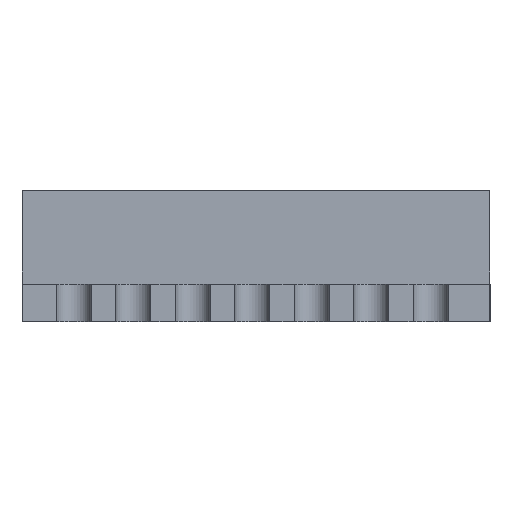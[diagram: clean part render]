
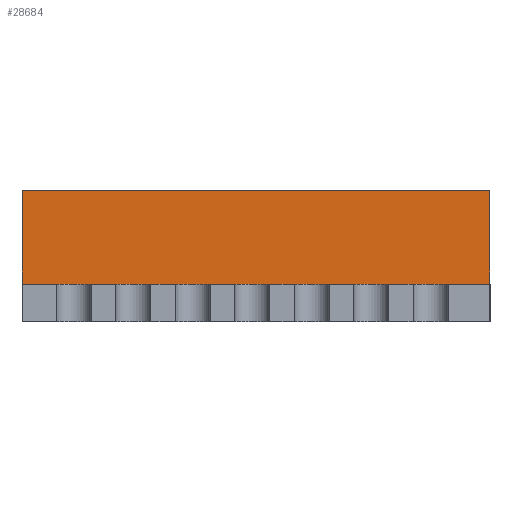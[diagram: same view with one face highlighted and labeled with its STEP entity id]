
A CAD part, left-side view. The second image highlights one B-rep face of the part: STEP entity #28684.
In plain terms, the highlighted planar face has unit normal (-1, 0, 0).
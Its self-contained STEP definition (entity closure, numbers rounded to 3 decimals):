
#351 = VECTOR ( 'NONE', #22061, 1000. ) ;
#2095 = ORIENTED_EDGE ( 'NONE', *, *, #29594, .T. ) ;
#2485 = VERTEX_POINT ( 'NONE', #26378 ) ;
#4215 = ORIENTED_EDGE ( 'NONE', *, *, #24540, .F. ) ;
#4957 = PLANE ( 'NONE',  #19961 ) ;
#5560 = VERTEX_POINT ( 'NONE', #6471 ) ;
#6471 = CARTESIAN_POINT ( 'NONE',  ( 1.2, 0., 0.8 ) ) ;
#6688 = ORIENTED_EDGE ( 'NONE', *, *, #27305, .T. ) ;
#6832 = LINE ( 'NONE', #22500, #26306 ) ;
#6835 = CARTESIAN_POINT ( 'NONE',  ( 1.2, 0., 2.8 ) ) ;
#7234 = VERTEX_POINT ( 'NONE', #19154 ) ;
#10680 = CARTESIAN_POINT ( 'NONE',  ( 1.2, 0., 2.8 ) ) ;
#12139 = LINE ( 'NONE', #31911, #31620 ) ;
#12502 = CARTESIAN_POINT ( 'NONE',  ( 1.2, 0., 2.8 ) ) ;
#12842 = DIRECTION ( 'NONE',  ( 1., 0., 0. ) ) ;
#13603 = ORIENTED_EDGE ( 'NONE', *, *, #20085, .F. ) ;
#15551 = VECTOR ( 'NONE', #30254, 1000. ) ;
#16382 = LINE ( 'NONE', #12502, #15551 ) ;
#19154 = CARTESIAN_POINT ( 'NONE',  ( 1.2, 10., 2.8 ) ) ;
#19178 = DIRECTION ( 'NONE',  ( 0., 0., -1. ) ) ;
#19961 = AXIS2_PLACEMENT_3D ( 'NONE', #28049, #12842, #30612 ) ;
#20085 = EDGE_CURVE ( 'NONE', #7234, #29279, #16382, .T. ) ;
#22061 = DIRECTION ( 'NONE',  ( 0., 0., -1. ) ) ;
#22500 = CARTESIAN_POINT ( 'NONE',  ( 1.2, 0., 0.8 ) ) ;
#24540 = EDGE_CURVE ( 'NONE', #29279, #5560, #26475, .T. ) ;
#25352 = FACE_OUTER_BOUND ( 'NONE', #26113, .T. ) ;
#26113 = EDGE_LOOP ( 'NONE', ( #6688, #4215, #13603, #2095 ) ) ;
#26306 = VECTOR ( 'NONE', #27613, 1000. ) ;
#26378 = CARTESIAN_POINT ( 'NONE',  ( 1.2, 10., 0.8 ) ) ;
#26475 = LINE ( 'NONE', #6835, #351 ) ;
#27305 = EDGE_CURVE ( 'NONE', #2485, #5560, #6832, .T. ) ;
#27613 = DIRECTION ( 'NONE',  ( 0., -1., 0. ) ) ;
#28049 = CARTESIAN_POINT ( 'NONE',  ( 1.2, 0., 2.8 ) ) ;
#28684 = ADVANCED_FACE ( 'NONE', ( #25352 ), #4957, .F. ) ;
#29279 = VERTEX_POINT ( 'NONE', #10680 ) ;
#29594 = EDGE_CURVE ( 'NONE', #7234, #2485, #12139, .T. ) ;
#30254 = DIRECTION ( 'NONE',  ( 0., -1., 0. ) ) ;
#30612 = DIRECTION ( 'NONE',  ( 0., 1., 0. ) ) ;
#31620 = VECTOR ( 'NONE', #19178, 1000. ) ;
#31911 = CARTESIAN_POINT ( 'NONE',  ( 1.2, 10., 2.8 ) ) ;
